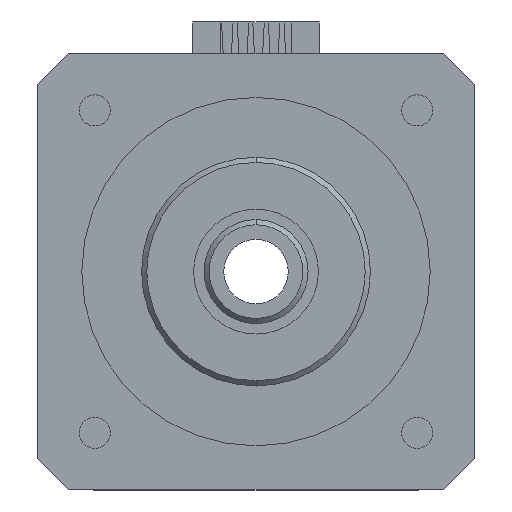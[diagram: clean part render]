
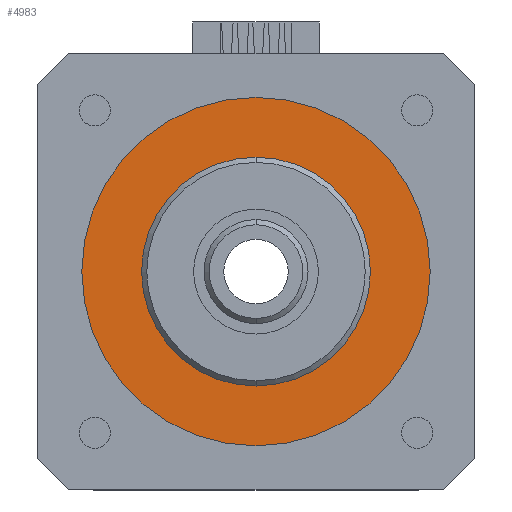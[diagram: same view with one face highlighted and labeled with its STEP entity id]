
A CAD part, left-side view. The second image highlights one B-rep face of the part: STEP entity #4983.
In plain terms, the highlighted planar face has unit normal (-1, 0, 0).
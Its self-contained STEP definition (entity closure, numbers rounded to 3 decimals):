
#283 = ORIENTED_EDGE ( 'NONE', *, *, #4404, .T. ) ;
#456 = CARTESIAN_POINT ( 'NONE',  ( -33.6, 0., 0. ) ) ;
#468 = CIRCLE ( 'NONE', #2646, 6. ) ;
#508 = CARTESIAN_POINT ( 'NONE',  ( -33.6, 0., 16.75 ) ) ;
#665 = VERTEX_POINT ( 'NONE', #3993 ) ;
#783 = DIRECTION ( 'NONE',  ( 0., 0., 1. ) ) ;
#856 = DIRECTION ( 'NONE',  ( 1., 0., 0. ) ) ;
#862 = ORIENTED_EDGE ( 'NONE', *, *, #3507, .T. ) ;
#902 = AXIS2_PLACEMENT_3D ( 'NONE', #4391, #2198, #1585 ) ;
#1585 = DIRECTION ( 'NONE',  ( 0., 0., 1. ) ) ;
#1891 = PLANE ( 'NONE',  #6309 ) ;
#1954 = DIRECTION ( 'NONE',  ( 1., 0., 0. ) ) ;
#2093 = EDGE_LOOP ( 'NONE', ( #3375, #283 ) ) ;
#2198 = DIRECTION ( 'NONE',  ( -1., 0., 0. ) ) ;
#2353 = CARTESIAN_POINT ( 'NONE',  ( -33.6, 0., 0. ) ) ;
#2384 = AXIS2_PLACEMENT_3D ( 'NONE', #456, #7092, #2651 ) ;
#2646 = AXIS2_PLACEMENT_3D ( 'NONE', #2353, #1954, #4073 ) ;
#2651 = DIRECTION ( 'NONE',  ( 0., 0., 1. ) ) ;
#2963 = FACE_OUTER_BOUND ( 'NONE', #2093, .T. ) ;
#3078 = VERTEX_POINT ( 'NONE', #5326 ) ;
#3147 = EDGE_CURVE ( 'NONE', #4388, #3078, #5035, .T. ) ;
#3375 = ORIENTED_EDGE ( 'NONE', *, *, #3147, .T. ) ;
#3503 = FACE_BOUND ( 'NONE', #5741, .T. ) ;
#3507 = EDGE_CURVE ( 'NONE', #5653, #665, #6760, .T. ) ;
#3993 = CARTESIAN_POINT ( 'NONE',  ( -33.6, 0., 6. ) ) ;
#4073 = DIRECTION ( 'NONE',  ( 0., 0., 1. ) ) ;
#4388 = VERTEX_POINT ( 'NONE', #508 ) ;
#4391 = CARTESIAN_POINT ( 'NONE',  ( -33.6, 0., 0. ) ) ;
#4404 = EDGE_CURVE ( 'NONE', #3078, #4388, #6078, .T. ) ;
#4669 = CARTESIAN_POINT ( 'NONE',  ( -33.6, 0., 0. ) ) ;
#4862 = ORIENTED_EDGE ( 'NONE', *, *, #6213, .T. ) ;
#4983 = ADVANCED_FACE ( 'NONE', ( #2963, #3503 ), #1891, .T. ) ;
#5035 = CIRCLE ( 'NONE', #2384, 16.75 ) ;
#5166 = CARTESIAN_POINT ( 'NONE',  ( -33.6, 0., 0. ) ) ;
#5326 = CARTESIAN_POINT ( 'NONE',  ( -33.6, 0., -16.75 ) ) ;
#5551 = CARTESIAN_POINT ( 'NONE',  ( -33.6, 0., -6. ) ) ;
#5653 = VERTEX_POINT ( 'NONE', #5551 ) ;
#5696 = DIRECTION ( 'NONE',  ( -1., 0., 0. ) ) ;
#5738 = DIRECTION ( 'NONE',  ( 0., 0., 1. ) ) ;
#5741 = EDGE_LOOP ( 'NONE', ( #4862, #862 ) ) ;
#5816 = AXIS2_PLACEMENT_3D ( 'NONE', #4669, #856, #5738 ) ;
#6078 = CIRCLE ( 'NONE', #902, 16.75 ) ;
#6213 = EDGE_CURVE ( 'NONE', #665, #5653, #468, .T. ) ;
#6309 = AXIS2_PLACEMENT_3D ( 'NONE', #5166, #5696, #783 ) ;
#6760 = CIRCLE ( 'NONE', #5816, 6. ) ;
#7092 = DIRECTION ( 'NONE',  ( -1., 0., 0. ) ) ;
